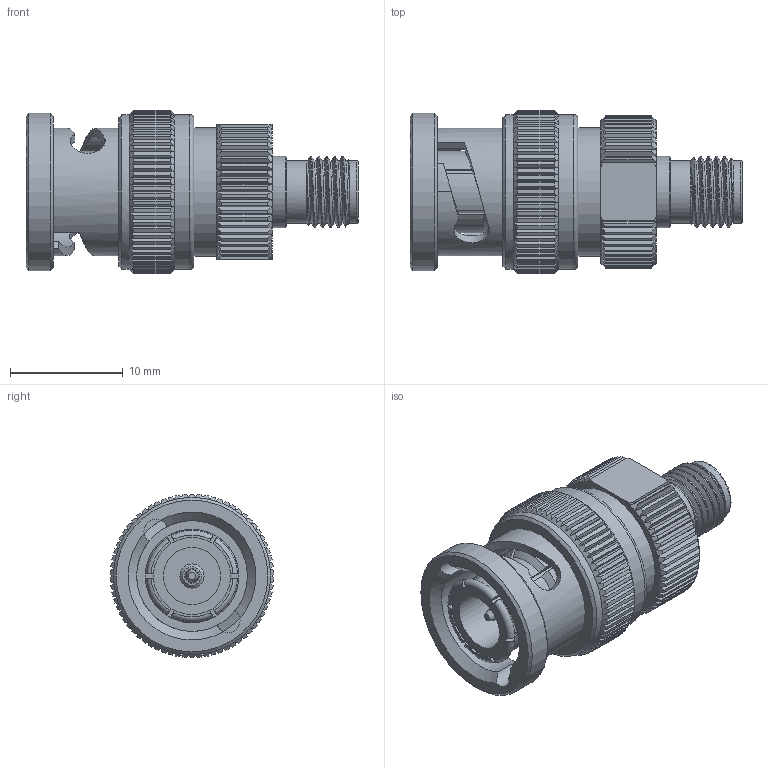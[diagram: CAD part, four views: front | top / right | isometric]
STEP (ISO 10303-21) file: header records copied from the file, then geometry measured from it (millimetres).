
FILE_DESCRIPTION (( 'STEP AP203' ), '1' );
FILE_NAME ('SM4726_3D.step', '2021-03-05T18:02:04', ( '' ), ( '' ), 'SwSTEP 2.0', 'SolidWorks 2020', '' );
FILE_SCHEMA (( 'CONFIG_CONTROL_DESIGN' ));
Length unit declared in the file: inch
Products named in the file (1): SM4726_3D
Bounding box: 29.46 x 14.5 x 14.5 mm (x, y, z)
Volume: 2543.3 mm3; surface area: 2280.9 mm2
Topology: 1 solids, 1 shells, 586 faces, 1515 edges, 940 vertices
Faces by surface type: plane 287, cylinder 154, cone 118, bspline 19, torus 8
Full cylindrical faces by diameter (mm): 0.94 x1, 1.194 x1, 1.321 x1, 2.134 x1, 4.572 x1, 5.08 x1, 5.582 x2, 6.35 x1, 8.296 x1, 9.83 x1, 11.317 x1, 11.43 x1, 13.738 x2, 13.97 x1
Entity records: 19801 total; most frequent: CARTESIAN_POINT 6595, ORIENTED_EDGE 2936, DIRECTION 2461, EDGE_CURVE 1468, AXIS2_PLACEMENT_3D 1005, VERTEX_POINT 923, EDGE_LOOP 625, FACE_OUTER_BOUND 602
